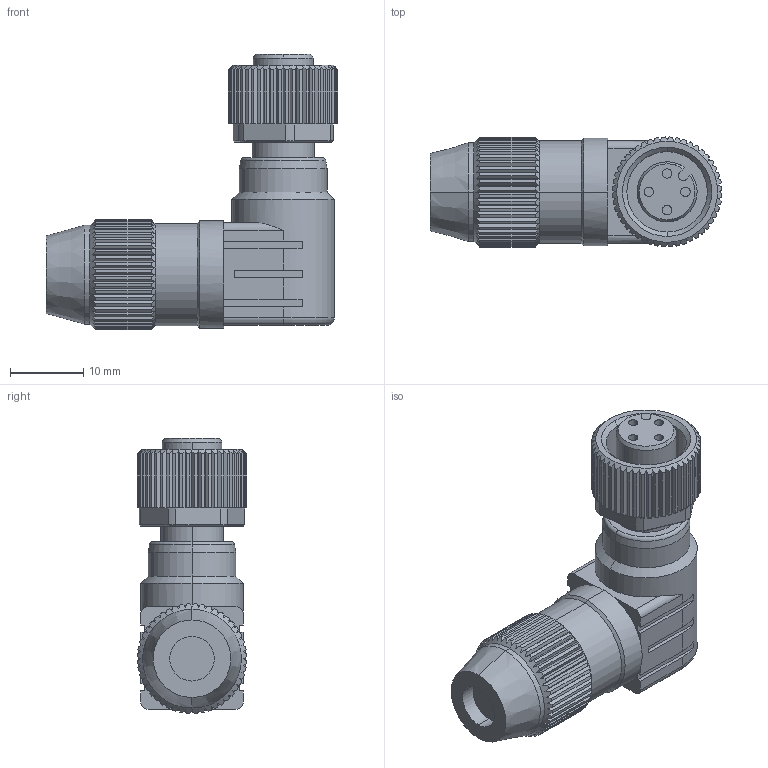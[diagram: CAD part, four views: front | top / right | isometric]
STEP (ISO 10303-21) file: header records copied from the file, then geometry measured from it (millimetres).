
FILE_DESCRIPTION (( 'STEP AP214' ), '1' );
FILE_NAME ('M12FT4AF90.STEP', '2018-08-02T19:45:25', ( '' ), ( '' ), 'SwSTEP 2.0', 'SolidWorks 2017', '' );
FILE_SCHEMA (( 'AUTOMOTIVE_DESIGN' ));
Length unit declared in the file: millimetre
Products named in the file (1): M12FT4AF90
Bounding box: 39.89 x 14.99 x 37.59 mm (x, y, z)
Volume: 8969.4 mm3; surface area: 4264.9 mm2
Topology: 1 solids, 1 shells, 481 faces, 1349 edges, 879 vertices
Faces by surface type: plane 269, cylinder 134, bspline 48, cone 26, torus 4
Entity records: 17541 total; most frequent: CARTESIAN_POINT 5946, ORIENTED_EDGE 2698, DIRECTION 2103, EDGE_CURVE 1349, VERTEX_POINT 879, AXIS2_PLACEMENT_3D 770, LINE 563, VECTOR 563
